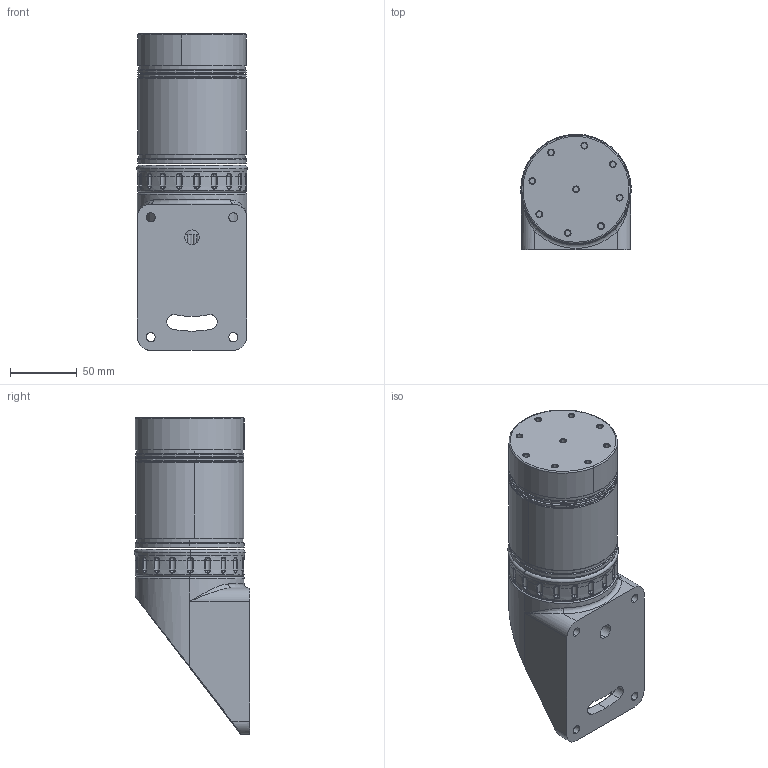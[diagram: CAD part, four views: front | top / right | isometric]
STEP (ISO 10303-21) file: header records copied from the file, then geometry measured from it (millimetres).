
FILE_DESCRIPTION (( 'STEP AP214' ), '1' );
FILE_NAME ('RB-1001.STEP', '2020-11-09T04:56:40', ( '' ), ( '' ), 'SwSTEP 2.0', 'SolidWorks 2019', '' );
FILE_SCHEMA (( 'AUTOMOTIVE_DESIGN' ));
Length unit declared in the file: millimetre
Products named in the file (1): RB-1001
Bounding box: 83.12 x 86.56 x 238.09 mm (x, y, z)
Surface area: 107894.9 mm2 (no closed solid volume)
Topology: 0 solids, 31 shells, 629 faces, 2509 edges, 1877 vertices
Faces by surface type: cylinder 203, plane 132, cone 101, bspline 86, sphere 78, torus 29
Entity records: 55189 total; most frequent: CARTESIAN_POINT 29053, ORIENTED_EDGE 3721, DIRECTION 3674, EDGE_CURVE 2507, VERTEX_POINT 1877, AXIS2_PLACEMENT_3D 1413, CIRCLE 869, LINE 848
